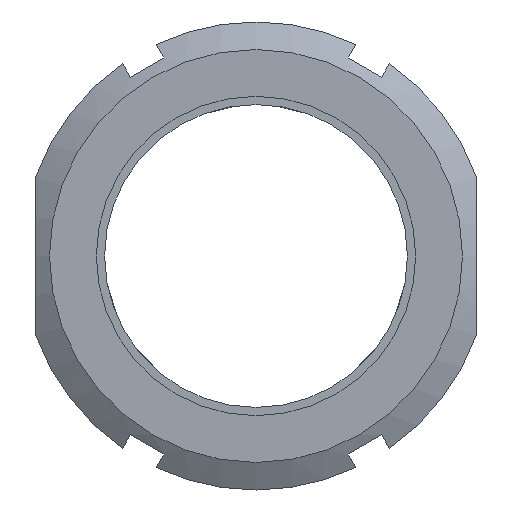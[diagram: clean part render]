
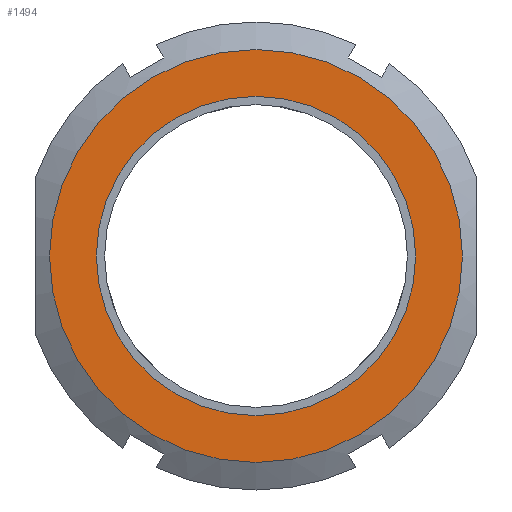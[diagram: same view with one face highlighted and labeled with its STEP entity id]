
A CAD part, left-side view. The second image highlights one B-rep face of the part: STEP entity #1494.
In plain terms, the highlighted planar face has unit normal (-1, 0, 0).
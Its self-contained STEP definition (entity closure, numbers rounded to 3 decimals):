
#1460=CARTESIAN_POINT('',(0.,29.,0.0));
#1461=VERTEX_POINT('',#1460);
#1462=CARTESIAN_POINT('',(0.,0.0,0.0));
#1463=DIRECTION('',(1.0,0.0,0.0));
#1464=DIRECTION('',(0.0,1.0,0.0));
#1465=AXIS2_PLACEMENT_3D('',#1462,#1463,#1464);
#1466=CIRCLE('',#1465,29.);
#1467=EDGE_CURVE('',#1461,#1461,#1466,.T.);
#1475=CARTESIAN_POINT('',(0.,33.25,0.0));
#1476=DIRECTION('',(-1.0,0.0,0.0));
#1477=DIRECTION('',(0.0,0.0,1.0));
#1478=AXIS2_PLACEMENT_3D('',#1475,#1476,#1477);
#1479=PLANE('',#1478);
#1480=CARTESIAN_POINT('',(0.,37.5,0.0));
#1481=VERTEX_POINT('',#1480);
#1482=CARTESIAN_POINT('',(0.,0.0,0.0));
#1483=DIRECTION('',(1.0,0.0,0.0));
#1484=DIRECTION('',(0.0,1.0,0.0));
#1485=AXIS2_PLACEMENT_3D('',#1482,#1483,#1484);
#1486=CIRCLE('',#1485,37.5);
#1487=EDGE_CURVE('',#1481,#1481,#1486,.T.);
#1488=ORIENTED_EDGE('',*,*,#1487,.F.);
#1489=EDGE_LOOP('',(#1488));
#1490=FACE_OUTER_BOUND('',#1489,.T.);
#1491=ORIENTED_EDGE('',*,*,#1467,.T.);
#1492=EDGE_LOOP('',(#1491));
#1493=FACE_BOUND('',#1492,.T.);
#1494=ADVANCED_FACE('',(#1490,#1493),#1479,.T.);
